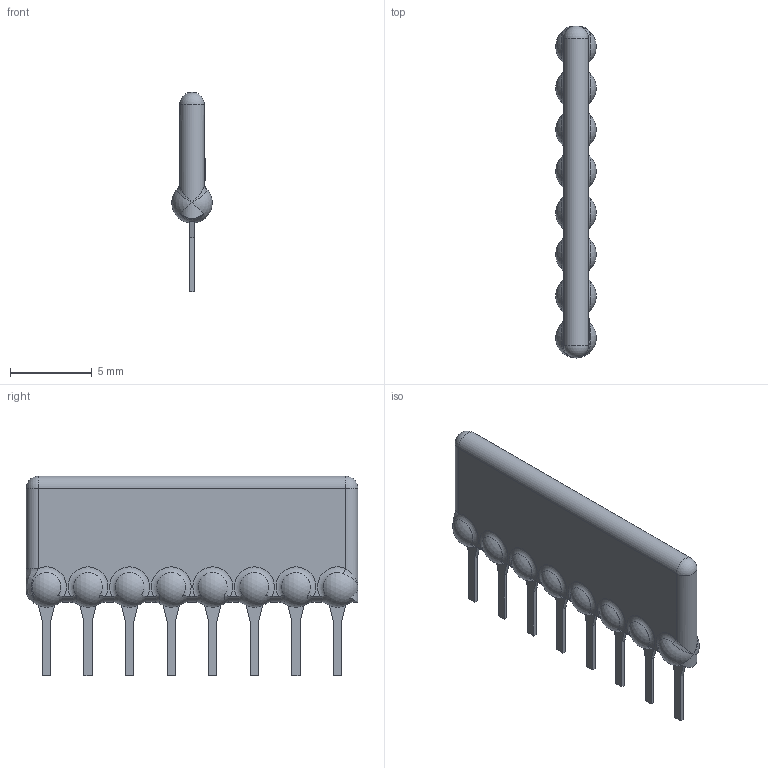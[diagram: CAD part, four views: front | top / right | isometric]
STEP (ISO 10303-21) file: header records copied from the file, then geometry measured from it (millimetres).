
FILE_DESCRIPTION(('FreeCAD Model'),'2;1');
FILE_NAME('Fusion.step','2019-11-12T03:27:30',( 'kicad StepUp'),('ksu MCAD'),'Open CASCADE STEP processor 7.3', 'FreeCAD','Unknown');
FILE_SCHEMA(('AUTOMOTIVE_DESIGN { 1 0 10303 214 1 1 1 1 }'));
Length unit declared in the file: millimetre
Products named in the file (1): Fusion
Bounding box: 2.48 x 20.27 x 12.19 mm (x, y, z)
Volume: 245.2 mm3; surface area: 455.4 mm2
Topology: 1 solids, 17 shells, 636 faces, 1657 edges, 1088 vertices
Faces by surface type: plane 294, extrusion 234, torus 32, cone 32, cylinder 29, sphere 10, bspline 5
Full cylindrical faces by diameter (mm): 1.354 x1
Entity records: 24798 total; most frequent: CARTESIAN_POINT 5790, ORIENTED_EDGE 3306, DIRECTION 2249, EDGE_CURVE 1653, VECTOR 1171, VERTEX_POINT 1088, LINE 937, B_SPLINE_CURVE_WITH_KNOTS 809
